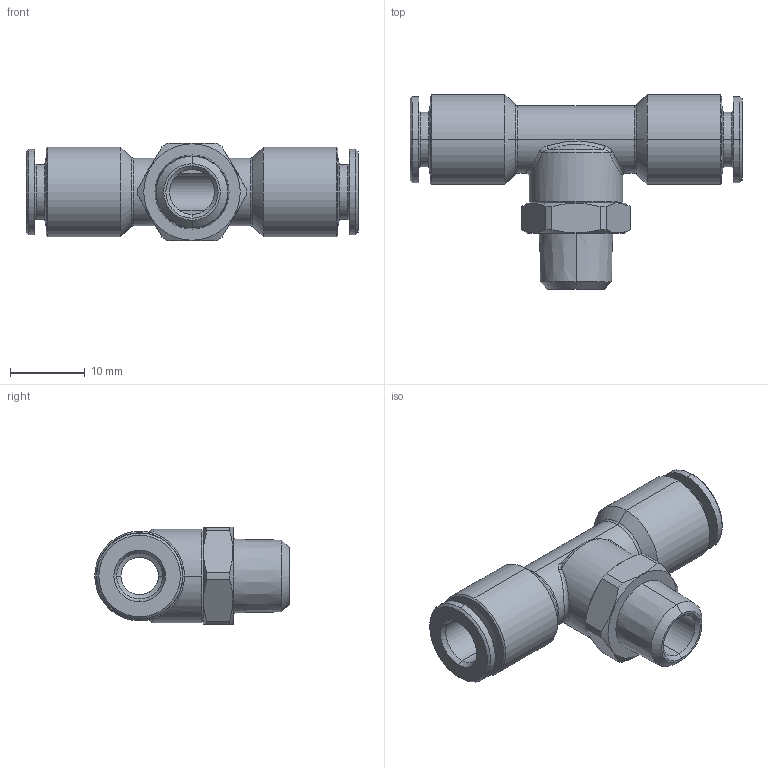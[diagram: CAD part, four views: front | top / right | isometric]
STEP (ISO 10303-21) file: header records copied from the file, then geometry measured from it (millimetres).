
FILE_DESCRIPTION (( 'STEP AP203' ), '1' );
FILE_NAME ('A0100031.STEP', '2009-03-05T09:47:26', ( 'UT1' ), ( 'sopra-pneumatic' ), 'SwSTEP 2.0', 'SolidWorks 2009', '' );
FILE_SCHEMA (( 'CONFIG_CONTROL_DESIGN' ));
Length unit declared in the file: millimetre
Products named in the file (1): A0100031
Bounding box: 44.4 x 26 x 13 mm (x, y, z)
Volume: 3971.2 mm3; surface area: 3649.2 mm2
Topology: 1 solids, 1 shells, 104 faces, 240 edges, 144 vertices
Faces by surface type: cone 42, cylinder 31, plane 17, bspline 8, torus 6
Entity records: 3593 total; most frequent: CARTESIAN_POINT 1157, DIRECTION 522, ORIENTED_EDGE 480, EDGE_CURVE 240, AXIS2_PLACEMENT_3D 221, VERTEX_POINT 144, CIRCLE 124, EDGE_LOOP 114
